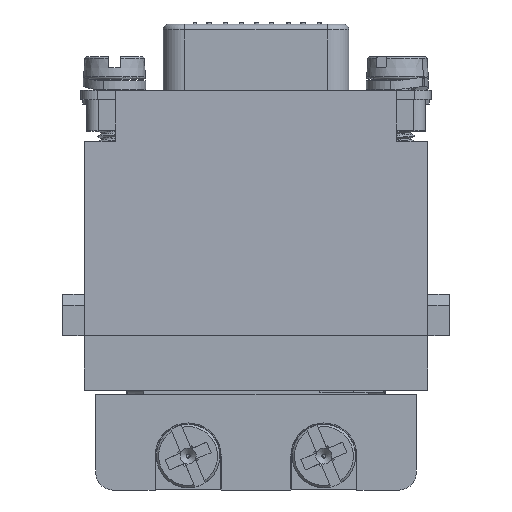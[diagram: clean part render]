
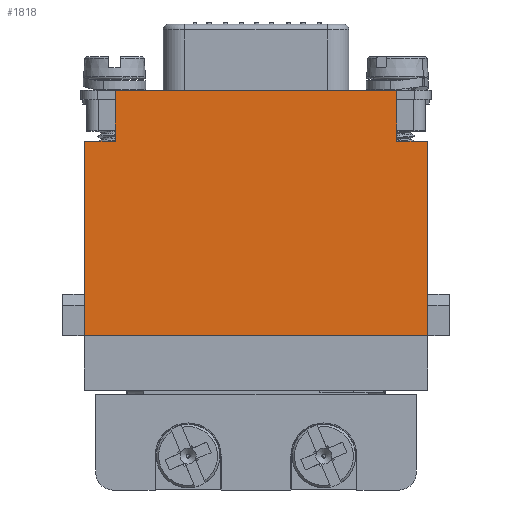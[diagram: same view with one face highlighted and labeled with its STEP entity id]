
A CAD part, top view. The second image highlights one B-rep face of the part: STEP entity #1818.
In plain terms, the highlighted planar face has unit normal (0, 0.004, 1).
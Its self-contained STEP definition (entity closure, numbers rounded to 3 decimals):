
#1818=ADVANCED_FACE('',(#2763),#2276,.T.);
#2276=PLANE('',#12400);
#2763=FACE_OUTER_BOUND('',#3442,.T.);
#3442=EDGE_LOOP('',(#5757,#5758,#5759,#5760,#5761,#5762,#5763,#5764));
#5757=ORIENTED_EDGE('',*,*,#9313,.T.);
#5758=ORIENTED_EDGE('',*,*,#9312,.T.);
#5759=ORIENTED_EDGE('',*,*,#9314,.F.);
#5760=ORIENTED_EDGE('',*,*,#9315,.F.);
#5761=ORIENTED_EDGE('',*,*,#9316,.F.);
#5762=ORIENTED_EDGE('',*,*,#9317,.T.);
#5763=ORIENTED_EDGE('',*,*,#9318,.F.);
#5764=ORIENTED_EDGE('',*,*,#9294,.T.);
#7929=VERTEX_POINT('',#20562);
#7930=VERTEX_POINT('',#20564);
#7938=VERTEX_POINT('',#20584);
#7945=VERTEX_POINT('',#20598);
#7946=VERTEX_POINT('',#20603);
#7947=VERTEX_POINT('',#20605);
#7948=VERTEX_POINT('',#20607);
#7949=VERTEX_POINT('',#20609);
#9294=EDGE_CURVE('',#7930,#7929,#10507,.T.);
#9312=EDGE_CURVE('',#7938,#7945,#10525,.T.);
#9313=EDGE_CURVE('',#7929,#7938,#10526,.T.);
#9314=EDGE_CURVE('',#7946,#7945,#10527,.T.);
#9315=EDGE_CURVE('',#7947,#7946,#10528,.T.);
#9316=EDGE_CURVE('',#7948,#7947,#10529,.T.);
#9317=EDGE_CURVE('',#7948,#7949,#10530,.T.);
#9318=EDGE_CURVE('',#7930,#7949,#10531,.T.);
#10507=LINE('',#20563,#11439);
#10525=LINE('',#20599,#11457);
#10526=LINE('',#20601,#11458);
#10527=LINE('',#20602,#11459);
#10528=LINE('',#20604,#11460);
#10529=LINE('',#20606,#11461);
#10530=LINE('',#20608,#11462);
#10531=LINE('',#20610,#11463);
#11439=VECTOR('',#14310,1.);
#11457=VECTOR('',#14332,1.);
#11458=VECTOR('',#14335,1.);
#11459=VECTOR('',#14336,1.);
#11460=VECTOR('',#14337,1.);
#11461=VECTOR('',#14338,1.);
#11462=VECTOR('',#14339,1.);
#11463=VECTOR('',#14340,1.);
#12400=AXIS2_PLACEMENT_3D('',#20611,#14341,#14342);
#14310=DIRECTION('',(-0.003,-1.,0.003));
#14332=DIRECTION('',(-0.003,1.,-0.003));
#14335=DIRECTION('',(1.,0.,0.));
#14336=DIRECTION('',(1.,0.,0.));
#14337=DIRECTION('',(0.005,-1.,0.003));
#14338=DIRECTION('',(1.,0.,0.));
#14339=DIRECTION('',(-0.005,-1.,0.003));
#14340=DIRECTION('',(1.,0.,0.));
#14341=DIRECTION('',(0.,0.003,1.));
#14342=DIRECTION('',(0.,-1.,0.003));
#20562=CARTESIAN_POINT('',(-15.175,-21.65,7.325));
#20563=CARTESIAN_POINT('',(-15.115,-4.5,7.265));
#20564=CARTESIAN_POINT('',(-15.115,-4.5,7.265));
#20584=CARTESIAN_POINT('',(15.175,-21.65,7.325));
#20598=CARTESIAN_POINT('',(15.115,-4.5,7.265));
#20599=CARTESIAN_POINT('',(15.175,-21.65,7.325));
#20601=CARTESIAN_POINT('',(-15.175,-21.65,7.325));
#20602=CARTESIAN_POINT('',(12.45,-4.5,7.265));
#20603=CARTESIAN_POINT('',(12.45,-4.5,7.265));
#20604=CARTESIAN_POINT('',(12.426,0.,7.249));
#20605=CARTESIAN_POINT('',(12.426,0.,7.249));
#20606=CARTESIAN_POINT('',(-12.426,0.,7.249));
#20607=CARTESIAN_POINT('',(-12.426,0.,7.249));
#20608=CARTESIAN_POINT('',(-12.426,0.,7.249));
#20609=CARTESIAN_POINT('',(-12.45,-4.5,7.265));
#20610=CARTESIAN_POINT('',(-15.115,-4.5,7.265));
#20611=CARTESIAN_POINT('',(16.125,-21.65,7.325));
